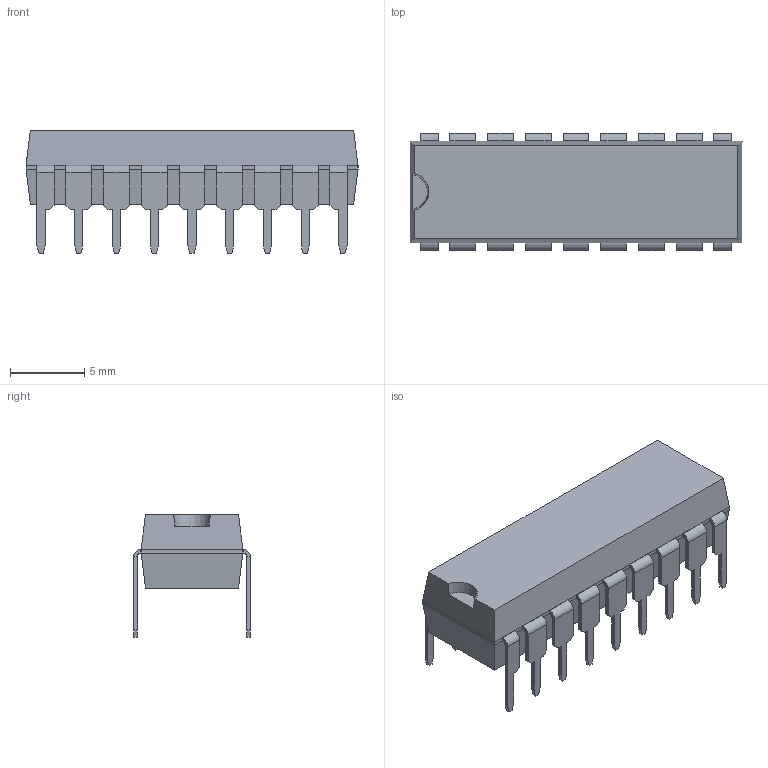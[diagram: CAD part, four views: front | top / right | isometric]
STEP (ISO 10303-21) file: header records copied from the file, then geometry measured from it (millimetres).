
FILE_DESCRIPTION(('STEP AP214'), '1');
FILE_NAME('MS-001BC', '', ('UNSPECIFIED'), ('UNSPECIFIED'), 'ASCON STEP Converter 1.3', 'ASCON Math Kernel', '');
FILE_SCHEMA(('AUTOMOTIVE_DESIGN { 1 0 10303 214 3 1 1}'));
Length unit declared in the file: millimetre
Bounding box: 22.35 x 7.87 x 8.28 mm (x, y, z)
Volume: 748.2 mm3; surface area: 874.8 mm2
Topology: 19 solids, 19 shells, 400 faces, 934 edges, 572 vertices
Faces by surface type: plane 363, cylinder 36, cone 1
Entity records: 14556 total; most frequent: CARTESIAN_POINT 1915, ORIENTED_EDGE 1868, DIRECTION 1808, EDGE_CURVE 934, LINE 858, VECTOR 858, VERTEX_POINT 572, AXIS2_PLACEMENT_3D 475
